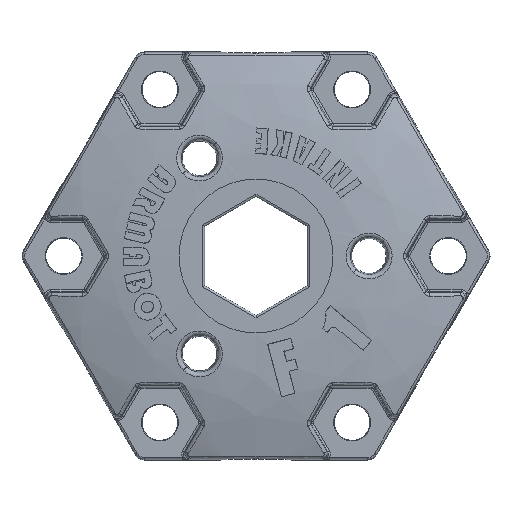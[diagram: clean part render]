
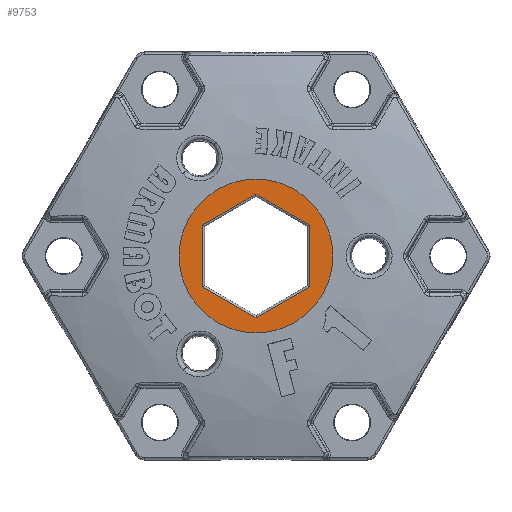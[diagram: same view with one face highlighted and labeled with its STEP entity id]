
A CAD part, front view. The second image highlights one B-rep face of the part: STEP entity #9753.
In plain terms, the highlighted planar face has unit normal (0, -1, 0).
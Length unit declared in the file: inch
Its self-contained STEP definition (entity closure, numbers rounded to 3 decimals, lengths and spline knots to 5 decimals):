
#66=PLANE('',#10650);
#330=FACE_BOUND('',#2540,.T.);
#576=LINE('',#18021,#1222);
#577=LINE('',#18023,#1223);
#578=LINE('',#18025,#1224);
#579=LINE('',#18027,#1225);
#580=LINE('',#18029,#1226);
#581=LINE('',#18030,#1227);
#1222=VECTOR('',#12125,39.37008);
#1223=VECTOR('',#12126,39.37008);
#1224=VECTOR('',#12127,39.37008);
#1225=VECTOR('',#12128,39.37008);
#1226=VECTOR('',#12129,39.37008);
#1227=VECTOR('',#12130,39.37008);
#1933=FACE_OUTER_BOUND('',#2539,.T.);
#2539=EDGE_LOOP('',(#7200,#7201));
#2540=EDGE_LOOP('',(#7202,#7203,#7204,#7205,#7206,#7207));
#3120=CIRCLE('',#10389,0.375);
#3121=CIRCLE('',#10390,0.375);
#4032=VERTEX_POINT('',#15414);
#4033=VERTEX_POINT('',#15418);
#4501=VERTEX_POINT('',#18019);
#4502=VERTEX_POINT('',#18020);
#4503=VERTEX_POINT('',#18022);
#4504=VERTEX_POINT('',#18024);
#4505=VERTEX_POINT('',#18026);
#4506=VERTEX_POINT('',#18028);
#5040=EDGE_CURVE('',#4032,#4033,#3120,.T.);
#5041=EDGE_CURVE('',#4033,#4032,#3121,.T.);
#5561=EDGE_CURVE('',#4501,#4502,#576,.T.);
#5562=EDGE_CURVE('',#4502,#4503,#577,.T.);
#5563=EDGE_CURVE('',#4503,#4504,#578,.T.);
#5564=EDGE_CURVE('',#4504,#4505,#579,.T.);
#5565=EDGE_CURVE('',#4505,#4506,#580,.T.);
#5566=EDGE_CURVE('',#4506,#4501,#581,.T.);
#7200=ORIENTED_EDGE('',*,*,#5041,.F.);
#7201=ORIENTED_EDGE('',*,*,#5040,.F.);
#7202=ORIENTED_EDGE('',*,*,#5561,.T.);
#7203=ORIENTED_EDGE('',*,*,#5562,.T.);
#7204=ORIENTED_EDGE('',*,*,#5563,.T.);
#7205=ORIENTED_EDGE('',*,*,#5564,.T.);
#7206=ORIENTED_EDGE('',*,*,#5565,.T.);
#7207=ORIENTED_EDGE('',*,*,#5566,.T.);
#9753=ADVANCED_FACE('',(#1933,#330),#66,.F.);
#10389=AXIS2_PLACEMENT_3D('',#15419,#11443,#11444);
#10390=AXIS2_PLACEMENT_3D('',#15420,#11445,#11446);
#10650=AXIS2_PLACEMENT_3D('',#18018,#12123,#12124);
#11443=DIRECTION('center_axis',(0.,1.,0.));
#11444=DIRECTION('ref_axis',(0.,0.,1.));
#11445=DIRECTION('center_axis',(0.,1.,0.));
#11446=DIRECTION('ref_axis',(0.,0.,1.));
#12123=DIRECTION('center_axis',(0.,1.,0.));
#12124=DIRECTION('ref_axis',(0.,0.,1.));
#12125=DIRECTION('',(0.866,0.,0.5));
#12126=DIRECTION('',(0.866,0.,-0.5));
#12127=DIRECTION('',(0.,0.,-1.));
#12128=DIRECTION('',(-0.866,0.,-0.5));
#12129=DIRECTION('',(-0.866,0.,0.5));
#12130=DIRECTION('',(0.,0.,1.));
#15414=CARTESIAN_POINT('',(0.,0.,-0.375));
#15418=CARTESIAN_POINT('',(0.,0.,0.375));
#15419=CARTESIAN_POINT('Origin',(0.,0.,0.));
#15420=CARTESIAN_POINT('Origin',(0.,0.,0.));
#18018=CARTESIAN_POINT('Origin',(0.,0.,0.));
#18019=CARTESIAN_POINT('',(-0.26059,0.,0.15045));
#18020=CARTESIAN_POINT('',(0.,0.,0.3009));
#18021=CARTESIAN_POINT('',(-0.13029,0.,0.22568));
#18022=CARTESIAN_POINT('',(0.26059,0.,0.15045));
#18023=CARTESIAN_POINT('',(0.13029,0.,0.22568));
#18024=CARTESIAN_POINT('',(0.26059,0.,-0.15045));
#18025=CARTESIAN_POINT('',(0.26059,0.,0.));
#18026=CARTESIAN_POINT('',(0.,0.,-0.3009));
#18027=CARTESIAN_POINT('',(0.13029,0.,-0.22568));
#18028=CARTESIAN_POINT('',(-0.26059,0.,-0.15045));
#18029=CARTESIAN_POINT('',(-0.13029,0.,-0.22568));
#18030=CARTESIAN_POINT('',(-0.26059,0.,0.));
